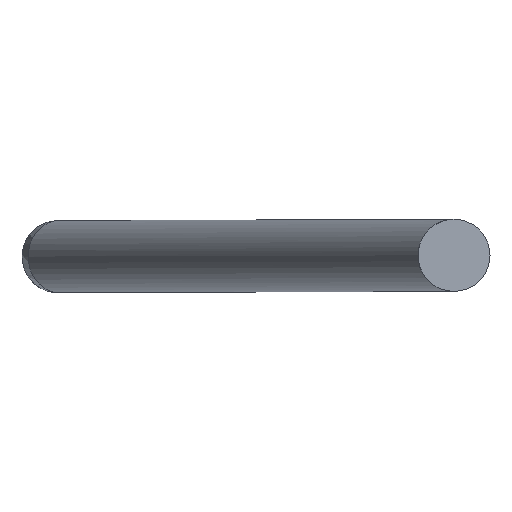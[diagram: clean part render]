
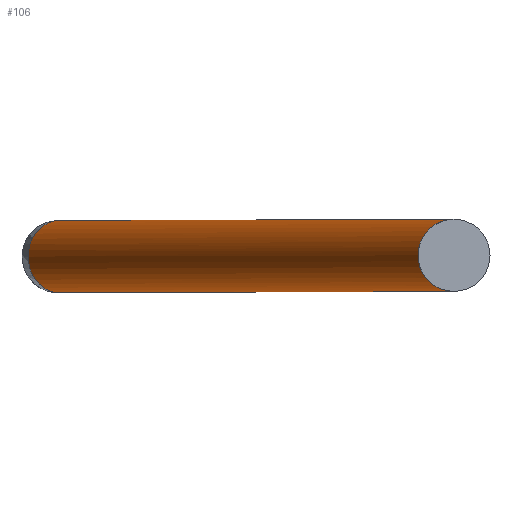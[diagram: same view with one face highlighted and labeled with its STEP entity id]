
A CAD part, top view. The second image highlights one B-rep face of the part: STEP entity #106.
In plain terms, the highlighted cylindrical face has radius 3 mm (diameter 6 mm), a full revolution.
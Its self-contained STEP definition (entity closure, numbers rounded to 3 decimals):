
#21=FACE_OUTER_BOUND('',#28,.T.);
#28=EDGE_LOOP('',(#80,#81,#82,#83,#84,#85,#86,#87));
#33=ELLIPSE('',#128,3.1,3.);
#34=ELLIPSE('',#134,3.1,3.);
#35=ELLIPSE('',#136,3.1,3.);
#37=LINE('',#195,#40);
#40=VECTOR('',#162,3.);
#45=CIRCLE('',#132,3.);
#46=CIRCLE('',#133,3.);
#47=CIRCLE('',#135,3.);
#52=VERTEX_POINT('',#184);
#53=VERTEX_POINT('',#186);
#54=VERTEX_POINT('',#191);
#55=VERTEX_POINT('',#194);
#56=VERTEX_POINT('',#196);
#57=VERTEX_POINT('',#198);
#62=EDGE_CURVE('',#53,#52,#33,.T.);
#64=EDGE_CURVE('',#53,#54,#45,.T.);
#65=EDGE_CURVE('',#54,#52,#46,.T.);
#66=EDGE_CURVE('',#54,#55,#37,.T.);
#67=EDGE_CURVE('',#56,#55,#34,.T.);
#68=EDGE_CURVE('',#56,#57,#47,.T.);
#69=EDGE_CURVE('',#55,#57,#35,.T.);
#80=ORIENTED_EDGE('',*,*,#64,.F.);
#81=ORIENTED_EDGE('',*,*,#62,.T.);
#82=ORIENTED_EDGE('',*,*,#65,.F.);
#83=ORIENTED_EDGE('',*,*,#66,.T.);
#84=ORIENTED_EDGE('',*,*,#67,.F.);
#85=ORIENTED_EDGE('',*,*,#68,.T.);
#86=ORIENTED_EDGE('',*,*,#69,.F.);
#87=ORIENTED_EDGE('',*,*,#66,.F.);
#102=CYLINDRICAL_SURFACE('',#131,3.);
#106=ADVANCED_FACE('',(#21),#102,.T.);
#128=AXIS2_PLACEMENT_3D('',#187,#150,#151);
#131=AXIS2_PLACEMENT_3D('',#190,#156,#157);
#132=AXIS2_PLACEMENT_3D('',#192,#158,#159);
#133=AXIS2_PLACEMENT_3D('',#193,#160,#161);
#134=AXIS2_PLACEMENT_3D('',#197,#163,#164);
#135=AXIS2_PLACEMENT_3D('',#199,#165,#166);
#136=AXIS2_PLACEMENT_3D('',#200,#167,#168);
#150=DIRECTION('center_axis',(0.252,0.,0.968));
#151=DIRECTION('ref_axis',(0.968,0.,-0.252));
#156=DIRECTION('center_axis',(-0.488,0.,-0.873));
#157=DIRECTION('ref_axis',(0.873,0.,-0.488));
#158=DIRECTION('center_axis',(-0.488,0.,-0.873));
#159=DIRECTION('ref_axis',(0.873,0.,-0.488));
#160=DIRECTION('center_axis',(-0.488,0.,-0.873));
#161=DIRECTION('ref_axis',(0.873,0.,-0.488));
#162=DIRECTION('',(0.488,0.,0.873));
#163=DIRECTION('center_axis',(0.252,0.,0.968));
#164=DIRECTION('ref_axis',(0.968,0.,-0.252));
#165=DIRECTION('center_axis',(-0.488,0.,-0.873));
#166=DIRECTION('ref_axis',(0.873,0.,-0.488));
#167=DIRECTION('center_axis',(0.252,0.,0.968));
#168=DIRECTION('ref_axis',(0.968,0.,-0.252));
#184=CARTESIAN_POINT('',(-32.,2.828,-62.261));
#186=CARTESIAN_POINT('',(-32.,-2.828,-62.261));
#187=CARTESIAN_POINT('Origin',(-33.,0.,-62.));
#190=CARTESIAN_POINT('Origin',(-0.127,0.,-3.227));
#191=CARTESIAN_POINT('',(-35.491,0.,-60.308));
#192=CARTESIAN_POINT('Origin',(-32.873,0.,-61.773));
#193=CARTESIAN_POINT('Origin',(-32.873,0.,-61.773));
#194=CARTESIAN_POINT('',(-3.,0.,-2.218));
#195=CARTESIAN_POINT('',(-2.746,0.,-1.763));
#196=CARTESIAN_POINT('',(-1.,2.828,-2.739));
#197=CARTESIAN_POINT('Origin',(0.,0.,-3.));
#198=CARTESIAN_POINT('',(-1.,-2.828,-2.739));
#199=CARTESIAN_POINT('Origin',(-0.127,0.,-3.227));
#200=CARTESIAN_POINT('Origin',(0.,0.,-3.));
